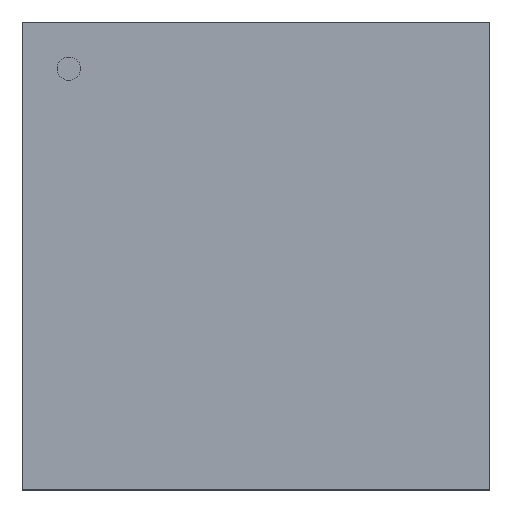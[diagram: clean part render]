
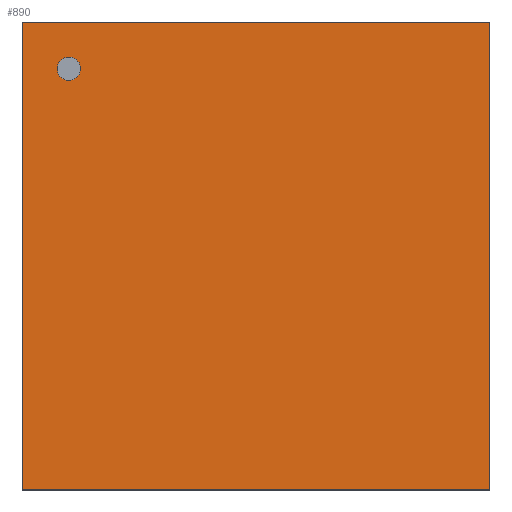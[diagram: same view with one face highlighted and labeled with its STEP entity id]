
A CAD part, top view. The second image highlights one B-rep face of the part: STEP entity #890.
In plain terms, the highlighted planar face has unit normal (0, 0, 1).
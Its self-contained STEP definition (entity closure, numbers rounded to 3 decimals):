
#769 = VERTEX_POINT('',#770);
#770 = CARTESIAN_POINT('',(1.499,-1.499,0.889));
#776 = EDGE_CURVE('',#777,#769,#779,.T.);
#777 = VERTEX_POINT('',#778);
#778 = CARTESIAN_POINT('',(-1.499,-1.499,0.889));
#779 = LINE('',#780,#781);
#780 = CARTESIAN_POINT('',(-1.499,-1.499,0.889));
#781 = VECTOR('',#782,1.);
#782 = DIRECTION('',(1.,0.,0.));
#807 = VERTEX_POINT('',#808);
#808 = CARTESIAN_POINT('',(1.499,1.499,0.889));
#814 = EDGE_CURVE('',#769,#807,#815,.T.);
#815 = LINE('',#816,#817);
#816 = CARTESIAN_POINT('',(1.499,-1.499,0.889));
#817 = VECTOR('',#818,1.);
#818 = DIRECTION('',(0.,1.,0.));
#838 = VERTEX_POINT('',#839);
#839 = CARTESIAN_POINT('',(-1.499,1.499,0.889));
#845 = EDGE_CURVE('',#807,#838,#846,.T.);
#846 = LINE('',#847,#848);
#847 = CARTESIAN_POINT('',(1.499,1.499,0.889));
#848 = VECTOR('',#849,1.);
#849 = DIRECTION('',(-1.,0.,0.));
#867 = EDGE_CURVE('',#838,#777,#868,.T.);
#868 = LINE('',#869,#870);
#869 = CARTESIAN_POINT('',(-1.499,1.499,0.889));
#870 = VECTOR('',#871,1.);
#871 = DIRECTION('',(0.,-1.,0.));
#890 = ADVANCED_FACE('',(#891),#897,.T.);
#891 = FACE_BOUND('',#892,.T.);
#892 = EDGE_LOOP('',(#893,#894,#895,#896));
#893 = ORIENTED_EDGE('',*,*,#776,.T.);
#894 = ORIENTED_EDGE('',*,*,#814,.T.);
#895 = ORIENTED_EDGE('',*,*,#845,.T.);
#896 = ORIENTED_EDGE('',*,*,#867,.T.);
#897 = PLANE('',#898);
#898 = AXIS2_PLACEMENT_3D('',#899,#900,#901);
#899 = CARTESIAN_POINT('',(-1.499,-1.499,0.889));
#900 = DIRECTION('',(0.,0.,1.));
#901 = DIRECTION('',(0.,1.,0.));
